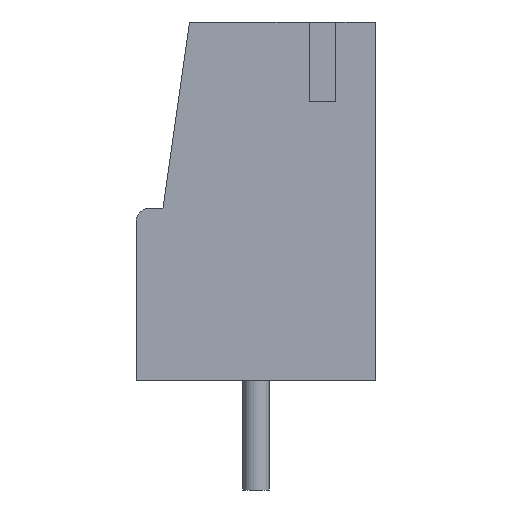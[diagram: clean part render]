
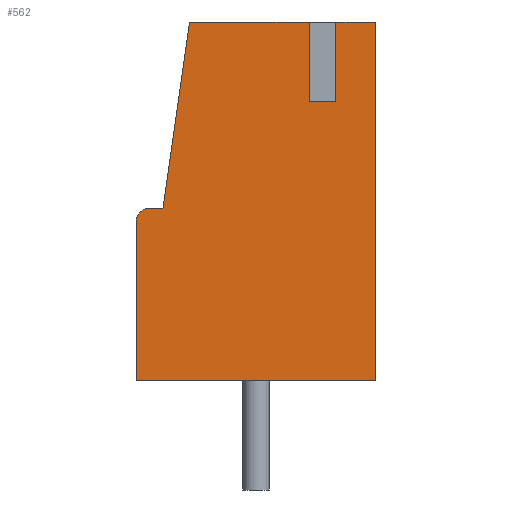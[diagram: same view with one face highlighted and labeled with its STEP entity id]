
A CAD part, front view. The second image highlights one B-rep face of the part: STEP entity #562.
In plain terms, the highlighted planar face has unit normal (0, -1, 0).
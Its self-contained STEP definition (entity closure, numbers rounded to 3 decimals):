
#13=DIRECTION('',(0.,0.,1.));
#14=DIRECTION('',(1.,0.,0.));
#72=VERTEX_POINT('',#73);
#73=CARTESIAN_POINT('',(4.5,-27.5,0.));
#76=DIRECTION('',(0.,-1.,0.));
#77=ORIENTED_EDGE('',*,*,#78,.T.);
#78=EDGE_CURVE('',#72,#79,#81,.T.);
#79=VERTEX_POINT('',#80);
#80=CARTESIAN_POINT('',(4.5,-27.5,13.5));
#81=LINE('',#73,#82);
#82=VECTOR('',#13,1.);
#93=DIRECTION('',(-1.,0.,0.));
#102=VECTOR('',#14,1.);
#114=VECTOR('',#93,1.);
#382=VERTEX_POINT('',#383);
#383=CARTESIAN_POINT('',(-4.5,-27.5,0.));
#384=ORIENTED_EDGE('',*,*,#385,.T.);
#385=EDGE_CURVE('',#382,#72,#386,.T.);
#386=LINE('',#383,#102);
#399=ORIENTED_EDGE('',*,*,#400,.T.);
#400=EDGE_CURVE('',#79,#401,#403,.T.);
#401=VERTEX_POINT('',#402);
#402=CARTESIAN_POINT('',(3.,-27.5,13.5));
#403=LINE('',#80,#114);
#417=VERTEX_POINT('',#418);
#418=CARTESIAN_POINT('',(2.,-27.5,13.5));
#421=ORIENTED_EDGE('',*,*,#422,.T.);
#422=EDGE_CURVE('',#417,#423,#403,.T.);
#423=VERTEX_POINT('',#424);
#424=CARTESIAN_POINT('',(-2.5,-27.5,13.5));
#529=DIRECTION('',(0.,0.,-1.));
#540=VECTOR('',#541,1.);
#541=DIRECTION('',(-0.141,0.,-0.99));
#557=VECTOR('',#529,1.);
#562=ADVANCED_FACE('',(#563),#601,.T.);
#563=FACE_BOUND('',#564,.T.);
#564=EDGE_LOOP('',(#384,#77,#399,#565,#571,#577,#421,#581,#586,#591,#598));
#565=ORIENTED_EDGE('',*,*,#566,.F.);
#566=EDGE_CURVE('',#567,#401,#569,.T.);
#567=VERTEX_POINT('',#568);
#568=CARTESIAN_POINT('',(3.,-27.5,10.5));
#569=LINE('',#570,#82);
#570=CARTESIAN_POINT('',(3.,-27.5,8.471));
#571=ORIENTED_EDGE('',*,*,#572,.T.);
#572=EDGE_CURVE('',#567,#573,#575,.T.);
#573=VERTEX_POINT('',#574);
#574=CARTESIAN_POINT('',(2.,-27.5,10.5));
#575=LINE('',#576,#114);
#576=CARTESIAN_POINT('',(1.163,-27.5,10.5));
#577=ORIENTED_EDGE('',*,*,#578,.T.);
#578=EDGE_CURVE('',#573,#417,#579,.T.);
#579=LINE('',#580,#82);
#580=CARTESIAN_POINT('',(2.,-27.5,8.471));
#581=ORIENTED_EDGE('',*,*,#582,.T.);
#582=EDGE_CURVE('',#423,#583,#585,.T.);
#583=VERTEX_POINT('',#584);
#584=CARTESIAN_POINT('',(-3.5,-27.5,6.5));
#585=LINE('',#424,#540);
#586=ORIENTED_EDGE('',*,*,#587,.T.);
#587=EDGE_CURVE('',#583,#588,#590,.T.);
#588=VERTEX_POINT('',#589);
#589=CARTESIAN_POINT('',(-4.,-27.5,6.5));
#590=LINE('',#584,#114);
#591=ORIENTED_EDGE('',*,*,#592,.T.);
#592=EDGE_CURVE('',#588,#593,#595,.T.);
#593=VERTEX_POINT('',#594);
#594=CARTESIAN_POINT('',(-4.5,-27.5,6.));
#595=ELLIPSE('',#596,0.5,0.5);
#596=AXIS2_PLACEMENT_3D('',#597,#76,#14);
#597=CARTESIAN_POINT('',(-4.,-27.5,6.));
#598=ORIENTED_EDGE('',*,*,#599,.T.);
#599=EDGE_CURVE('',#593,#382,#600,.T.);
#600=LINE('',#594,#557);
#601=PLANE('',#602);
#602=AXIS2_PLACEMENT_3D('',#603,#76,#529);
#603=CARTESIAN_POINT('',(0.326,-27.5,6.442));
